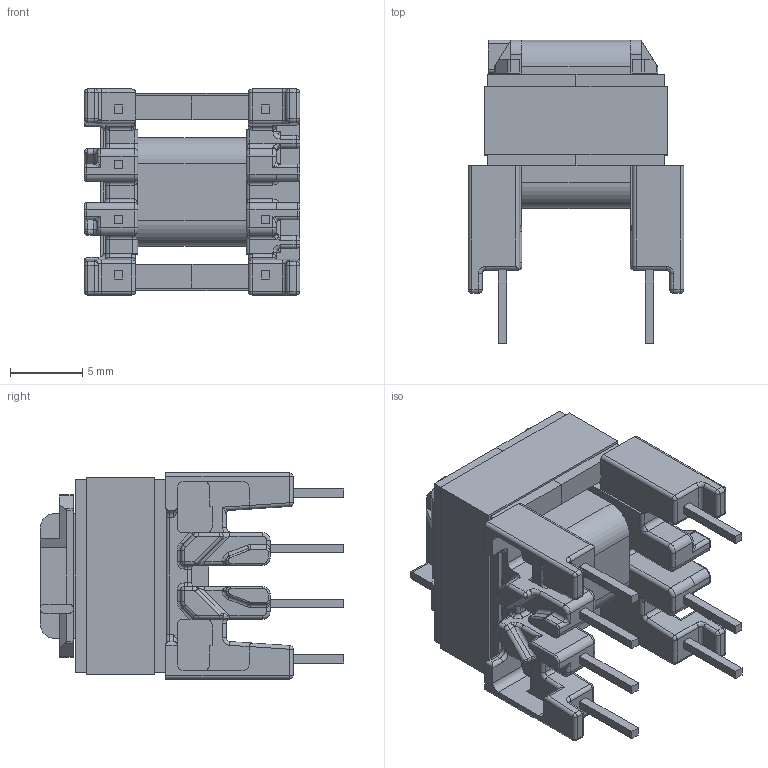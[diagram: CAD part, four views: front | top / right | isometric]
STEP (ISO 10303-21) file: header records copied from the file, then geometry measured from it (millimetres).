
FILE_DESCRIPTION (( 'STEP AP214' ), '1' );
FILE_NAME ('EE13-6-6_5449_MP6.STEP', '2021-07-08T18:25:26', ( '' ), ( '' ), 'SwSTEP 2.0', 'SolidWorks 2017', '' );
FILE_SCHEMA (( 'AUTOMOTIVE_DESIGN' ));
Length unit declared in the file: millimetre
Products named in the file (5): 070-5449_6B; 440-9986-0560; EE13-6-6_5449_MP6; 150-0560_6J; 070-5449_coil
Assembly tree (5 placements, depth 2):
  EE13-6-6_5449_MP6
    070-5449_6B
    070-5449_coil
    150-0560_6J  x2
    440-9986-0560
Bounding box: 14.91 x 21.01 x 14.25 mm (x, y, z)
Volume: 1644.9 mm3; surface area: 3605.7 mm2
Topology: 5 solids, 5 shells, 701 faces, 1731 edges, 1005 vertices
Faces by surface type: cylinder 277, plane 259, torus 94, bspline 38, sphere 33
Entity records: 21676 total; most frequent: CARTESIAN_POINT 4748, DIRECTION 3440, ORIENTED_EDGE 3306, EDGE_CURVE 1653, AXIS2_PLACEMENT_3D 1247, VERTEX_POINT 981, VECTOR 946, LINE 946
